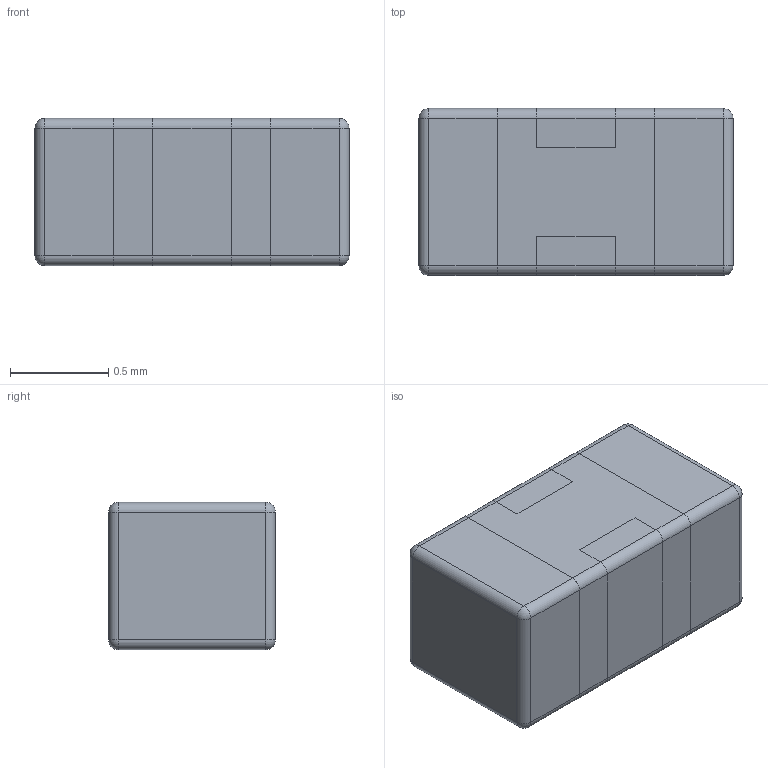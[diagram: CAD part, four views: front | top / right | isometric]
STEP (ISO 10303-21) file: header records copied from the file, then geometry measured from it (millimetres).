
FILE_DESCRIPTION((''),'2;1');
FILE_NAME('CAPC_YAGEO_X2Y(0603).stp','2011-03-09T09:47:05',(''),(''),'Mechanical Desktop 2011','Mechanical Desktop 2011',', , ');
FILE_SCHEMA(('AUTOMOTIVE_DESIGN { 1 2 10303 214 1 1 1 1 }'));
Length unit declared in the file: millimetre
Products named in the file (1): Product
Bounding box: 1.6 x 0.85 x 0.75 mm (x, y, z)
Volume: 1 mm3; surface area: 11.1 mm2
Topology: 5 solids, 5 shells, 74 faces, 176 edges, 104 vertices
Faces by surface type: plane 30, cylinder 28, sphere 8, bspline 8
Entity records: 2104 total; most frequent: CARTESIAN_POINT 371, DIRECTION 358, ORIENTED_EDGE 336, EDGE_CURVE 168, AXIS2_PLACEMENT_3D 123, VECTOR 112, LINE 112, VERTEX_POINT 104
